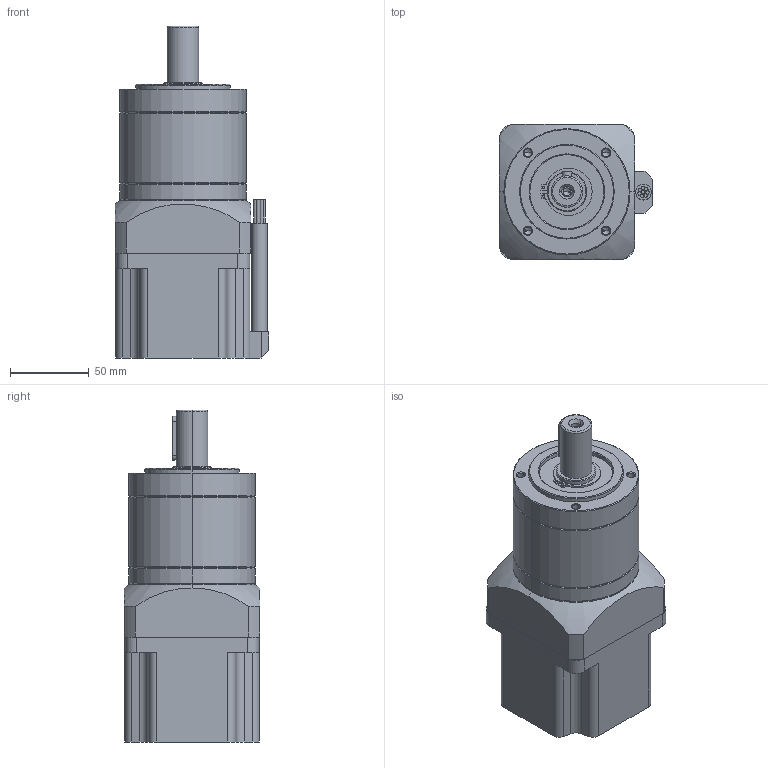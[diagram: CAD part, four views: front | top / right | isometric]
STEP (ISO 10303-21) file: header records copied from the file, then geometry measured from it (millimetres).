
FILE_DESCRIPTION (( 'STEP AP214' ), '1' );
FILE_NAME ('AM34HD0802-PG10.STEP', '2016-07-18T07:01:50', ( 'jrww' ), ( 'jrww' ), 'SwSTEP 2.0', 'SolidWorks 2011', '' );
FILE_SCHEMA (( 'AUTOMOTIVE_DESIGN' ));
Length unit declared in the file: millimetre
Products named in the file (1): AM34HD0802-PG10
Bounding box: 97.5 x 86 x 210.5 mm (x, y, z)
Volume: 987892.1 mm3; surface area: 96812.6 mm2
Topology: 2 solids, 2 shells, 241 faces, 566 edges, 343 vertices
Faces by surface type: cylinder 106, cone 66, plane 65, torus 4
Entity records: 7005 total; most frequent: CARTESIAN_POINT 1320, DIRECTION 1280, ORIENTED_EDGE 1096, EDGE_CURVE 548, AXIS2_PLACEMENT_3D 505, VERTEX_POINT 343, EDGE_LOOP 281, VECTOR 270
